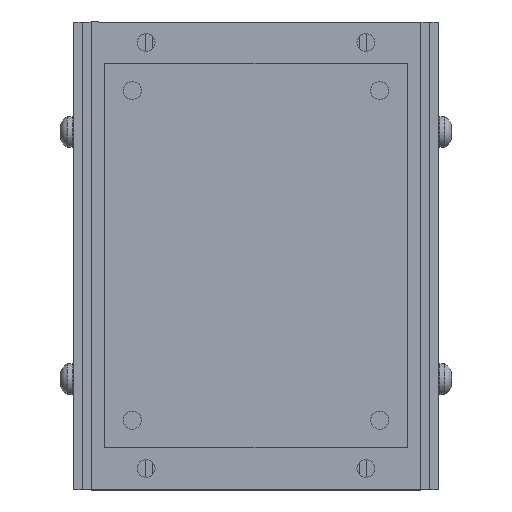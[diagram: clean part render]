
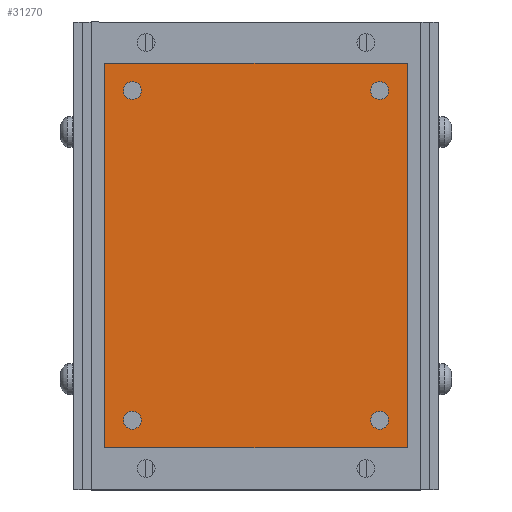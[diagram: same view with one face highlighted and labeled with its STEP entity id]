
A CAD part, top view. The second image highlights one B-rep face of the part: STEP entity #31270.
In plain terms, the highlighted planar face has unit normal (0, 0, 1).
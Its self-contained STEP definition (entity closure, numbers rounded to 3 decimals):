
#4732=VECTOR('',#37700,1.);
#4736=VECTOR('',#37705,1.);
#4739=VECTOR('',#37709,1.);
#4742=VECTOR('',#37713,1.);
#6772=LINE('',#50573,#4732);
#6776=LINE('',#50582,#4736);
#6779=LINE('',#50588,#4739);
#6782=LINE('',#50594,#4742);
#8028=PLANE('',#33463);
#10280=VERTEX_POINT('',#50540);
#10282=VERTEX_POINT('',#50546);
#10284=VERTEX_POINT('',#50552);
#10286=VERTEX_POINT('',#50558);
#10291=VERTEX_POINT('',#50574);
#10292=VERTEX_POINT('',#50575);
#10295=VERTEX_POINT('',#50583);
#10297=VERTEX_POINT('',#50589);
#12016=CIRCLE('',#33437,1.621);
#12018=CIRCLE('',#33441,1.621);
#12020=CIRCLE('',#33445,1.621);
#12022=CIRCLE('',#33449,1.621);
#15091=EDGE_CURVE('',#10280,#10280,#12016,.T.);
#15093=EDGE_CURVE('',#10282,#10282,#12018,.T.);
#15095=EDGE_CURVE('',#10284,#10284,#12020,.T.);
#15097=EDGE_CURVE('',#10286,#10286,#12022,.T.);
#15102=EDGE_CURVE('',#10291,#10292,#6772,.T.);
#15106=EDGE_CURVE('',#10292,#10295,#6776,.T.);
#15109=EDGE_CURVE('',#10295,#10297,#6779,.T.);
#15112=EDGE_CURVE('',#10297,#10291,#6782,.T.);
#22644=ORIENTED_EDGE('',*,*,#15091,.T.);
#22645=ORIENTED_EDGE('',*,*,#15093,.T.);
#22646=ORIENTED_EDGE('',*,*,#15095,.T.);
#22647=ORIENTED_EDGE('',*,*,#15097,.T.);
#22648=ORIENTED_EDGE('',*,*,#15102,.F.);
#22649=ORIENTED_EDGE('',*,*,#15112,.F.);
#22650=ORIENTED_EDGE('',*,*,#15109,.F.);
#22651=ORIENTED_EDGE('',*,*,#15106,.F.);
#27155=EDGE_LOOP('',(#22644));
#27156=EDGE_LOOP('',(#22645));
#27157=EDGE_LOOP('',(#22646));
#27158=EDGE_LOOP('',(#22647));
#27159=EDGE_LOOP('',(#22648,#22649,#22650,#22651));
#29322=FACE_BOUND('',#27155,.T.);
#29323=FACE_BOUND('',#27156,.T.);
#29324=FACE_BOUND('',#27157,.T.);
#29325=FACE_BOUND('',#27158,.T.);
#29326=FACE_BOUND('',#27159,.T.);
#31270=ADVANCED_FACE('',(#29322,#29323,#29324,#29325,#29326),#8028,.T.);
#33437=AXIS2_PLACEMENT_3D('',#50539,#37661,#37662);
#33441=AXIS2_PLACEMENT_3D('',#50545,#37668,#37669);
#33445=AXIS2_PLACEMENT_3D('',#50551,#37675,#37676);
#33449=AXIS2_PLACEMENT_3D('',#50557,#37682,#37683);
#33463=AXIS2_PLACEMENT_3D('',#50596,#37715,$);
#37661=DIRECTION('',(0.,0.,-1.));
#37662=DIRECTION('',(0.,1.621,0.));
#37668=DIRECTION('',(0.,0.,-1.));
#37669=DIRECTION('',(0.,1.621,0.));
#37675=DIRECTION('',(0.,0.,-1.));
#37676=DIRECTION('',(0.,1.621,0.));
#37682=DIRECTION('',(0.,0.,-1.));
#37683=DIRECTION('',(0.,1.621,0.));
#37700=DIRECTION('',(1.,0.,0.));
#37705=DIRECTION('',(0.,-1.,0.));
#37709=DIRECTION('',(-1.,0.,0.));
#37713=DIRECTION('',(0.,1.,0.));
#37715=DIRECTION('',(0.,0.,1.));
#50539=CARTESIAN_POINT('',(-22.5,-30.,9.));
#50540=CARTESIAN_POINT('',(-22.5,-28.379,9.));
#50545=CARTESIAN_POINT('',(22.5,-30.,9.));
#50546=CARTESIAN_POINT('',(22.5,-28.379,9.));
#50551=CARTESIAN_POINT('',(22.5,30.,9.));
#50552=CARTESIAN_POINT('',(22.5,31.621,9.));
#50557=CARTESIAN_POINT('',(-22.5,30.,9.));
#50558=CARTESIAN_POINT('',(-22.5,31.621,9.));
#50573=CARTESIAN_POINT('',(27.5,35.,9.));
#50574=CARTESIAN_POINT('',(-27.5,35.,9.));
#50575=CARTESIAN_POINT('',(27.5,35.,9.));
#50582=CARTESIAN_POINT('',(27.5,-35.,9.));
#50583=CARTESIAN_POINT('',(27.5,-35.,9.));
#50588=CARTESIAN_POINT('',(-27.5,-35.,9.));
#50589=CARTESIAN_POINT('',(-27.5,-35.,9.));
#50594=CARTESIAN_POINT('',(-27.5,35.,9.));
#50596=CARTESIAN_POINT('',(0.,0.,9.));
